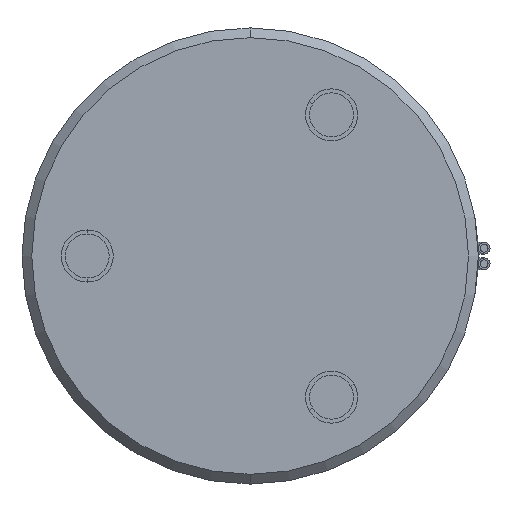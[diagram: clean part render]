
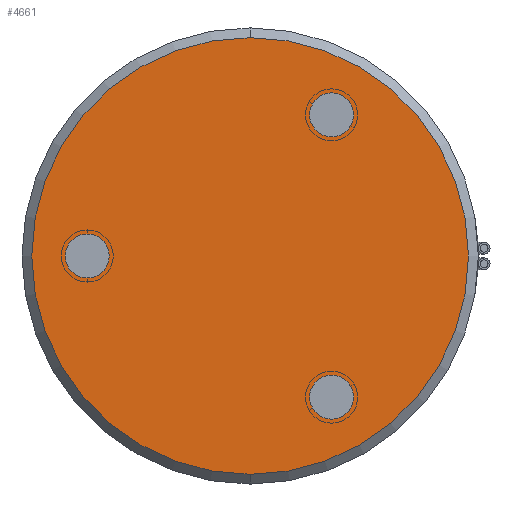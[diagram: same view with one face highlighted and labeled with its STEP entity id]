
A CAD part, left-side view. The second image highlights one B-rep face of the part: STEP entity #4661.
In plain terms, the highlighted planar face has unit normal (-1, 0, 0).
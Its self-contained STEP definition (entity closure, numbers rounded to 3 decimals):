
#847 = AXIS2_PLACEMENT_3D ( 'NONE', #5937, #5938, #5939 ) ;
#849 = CIRCLE ( 'NONE', #850, 3.375 ) ;
#850 = AXIS2_PLACEMENT_3D ( 'NONE', #5940, #5941, #5942 ) ;
#1059 = VERTEX_POINT ( 'NONE', #6408 ) ;
#1067 = VERTEX_POINT ( 'NONE', #6416 ) ;
#1076 = VERTEX_POINT ( 'NONE', #6425 ) ;
#1078 = VERTEX_POINT ( 'NONE', #6427 ) ;
#1204 = CIRCLE ( 'NONE', #1206, 3.375 ) ;
#1206 = AXIS2_PLACEMENT_3D ( 'NONE', #4920, #4921, #4922 ) ;
#1234 = VERTEX_POINT ( 'NONE', #1581 ) ;
#1264 = AXIS2_PLACEMENT_3D ( 'NONE', #5020, #5015, #5026 ) ;
#1371 = AXIS2_PLACEMENT_3D ( 'NONE', #4385, #4386, #4387 ) ;
#1376 = CIRCLE ( 'NONE', #1371, 33.5 ) ;
#1399 = AXIS2_PLACEMENT_3D ( 'NONE', #5931, #5932, #5933 ) ;
#1410 = AXIS2_PLACEMENT_3D ( 'NONE', #5934, #5935, #5936 ) ;
#1413 = CIRCLE ( 'NONE', #1410, 3.375 ) ;
#1414 = CIRCLE ( 'NONE', #847, 33.5 ) ;
#1486 = ORIENTED_EDGE ( 'NONE', *, *, #4779, .T. ) ;
#1487 = ORIENTED_EDGE ( 'NONE', *, *, #4637, .T. ) ;
#1488 = ORIENTED_EDGE ( 'NONE', *, *, #4780, .T. ) ;
#1489 = ORIENTED_EDGE ( 'NONE', *, *, #4012, .T. ) ;
#1490 = ORIENTED_EDGE ( 'NONE', *, *, #4781, .T. ) ;
#1491 = ORIENTED_EDGE ( 'NONE', *, *, #4101, .T. ) ;
#1492 = ORIENTED_EDGE ( 'NONE', *, *, #4782, .T. ) ;
#1493 = ORIENTED_EDGE ( 'NONE', *, *, #4080, .T. ) ;
#1549 = AXIS2_PLACEMENT_3D ( 'NONE', #2848, #2849, #2850 ) ;
#1560 = CIRCLE ( 'NONE', #1549, 3.375 ) ;
#1581 = CARTESIAN_POINT ( 'NONE',  ( 0., 25., 3.375 ) ) ;
#1604 = CARTESIAN_POINT ( 'NONE',  ( 0., 0., 33.5 ) ) ;
#1623 = CARTESIAN_POINT ( 'NONE',  ( 0., -15.423, 19.963 ) ) ;
#1823 = CARTESIAN_POINT ( 'NONE',  ( 0., 0., -33.5 ) ) ;
#2474 = VERTEX_POINT ( 'NONE', #1604 ) ;
#2848 = CARTESIAN_POINT ( 'NONE',  ( 0., -12.5, -21.651 ) ) ;
#2849 = DIRECTION ( 'NONE',  ( 1., 0., 0. ) ) ;
#2850 = DIRECTION ( 'NONE',  ( 0., -0.866, 0.5 ) ) ;
#2948 = VERTEX_POINT ( 'NONE', #1623 ) ;
#2971 = EDGE_LOOP ( 'NONE', ( #1486, #1487 ) ) ;
#3469 = VERTEX_POINT ( 'NONE', #1823 ) ;
#3544 = CIRCLE ( 'NONE', #1399, 3.375 ) ;
#4012 = EDGE_CURVE ( 'NONE', #1078, #1076, #1560, .T. ) ;
#4080 = EDGE_CURVE ( 'NONE', #1234, #1067, #6096, .T. ) ;
#4101 = EDGE_CURVE ( 'NONE', #2474, #3469, #1376, .T. ) ;
#4268 = CARTESIAN_POINT ( 'NONE',  ( 0., 25., 0. ) ) ;
#4269 = DIRECTION ( 'NONE',  ( 1., 0., 0. ) ) ;
#4270 = DIRECTION ( 'NONE',  ( 0., 0., -1. ) ) ;
#4385 = CARTESIAN_POINT ( 'NONE',  ( 0., 0., 0. ) ) ;
#4386 = DIRECTION ( 'NONE',  ( -1., 0., 0. ) ) ;
#4387 = DIRECTION ( 'NONE',  ( 0., 0., -1. ) ) ;
#4637 = EDGE_CURVE ( 'NONE', #2948, #1059, #1204, .T. ) ;
#4661 = ADVANCED_FACE ( 'NONE', ( #5019, #5021, #5023, #5024 ), #5025, .F. ) ;
#4779 = EDGE_CURVE ( 'NONE', #1059, #2948, #3544, .T. ) ;
#4780 = EDGE_CURVE ( 'NONE', #1076, #1078, #1413, .T. ) ;
#4781 = EDGE_CURVE ( 'NONE', #3469, #2474, #1414, .T. ) ;
#4782 = EDGE_CURVE ( 'NONE', #1067, #1234, #849, .T. ) ;
#4880 = EDGE_LOOP ( 'NONE', ( #1492, #1493 ) ) ;
#4881 = EDGE_LOOP ( 'NONE', ( #1488, #1489 ) ) ;
#4883 = EDGE_LOOP ( 'NONE', ( #1490, #1491 ) ) ;
#4920 = CARTESIAN_POINT ( 'NONE',  ( 0., -12.5, 21.651 ) ) ;
#4921 = DIRECTION ( 'NONE',  ( 1., 0., 0. ) ) ;
#4922 = DIRECTION ( 'NONE',  ( 0., 0.866, 0.5 ) ) ;
#5015 = DIRECTION ( 'NONE',  ( 1., 0., 0. ) ) ;
#5019 = FACE_BOUND ( 'NONE', #2971, .T. ) ;
#5020 = CARTESIAN_POINT ( 'NONE',  ( 0., 0., 0. ) ) ;
#5021 = FACE_BOUND ( 'NONE', #4881, .T. ) ;
#5023 = FACE_OUTER_BOUND ( 'NONE', #4883, .T. ) ;
#5024 = FACE_BOUND ( 'NONE', #4880, .T. ) ;
#5025 = PLANE ( 'NONE',  #1264 ) ;
#5026 = DIRECTION ( 'NONE',  ( 0., 0., -1. ) ) ;
#5931 = CARTESIAN_POINT ( 'NONE',  ( 0., -12.5, 21.651 ) ) ;
#5932 = DIRECTION ( 'NONE',  ( 1., 0., 0. ) ) ;
#5933 = DIRECTION ( 'NONE',  ( 0., 0.866, 0.5 ) ) ;
#5934 = CARTESIAN_POINT ( 'NONE',  ( 0., -12.5, -21.651 ) ) ;
#5935 = DIRECTION ( 'NONE',  ( 1., 0., 0. ) ) ;
#5936 = DIRECTION ( 'NONE',  ( 0., -0.866, 0.5 ) ) ;
#5937 = CARTESIAN_POINT ( 'NONE',  ( 0., 0., 0. ) ) ;
#5938 = DIRECTION ( 'NONE',  ( -1., 0., 0. ) ) ;
#5939 = DIRECTION ( 'NONE',  ( 0., 0., -1. ) ) ;
#5940 = CARTESIAN_POINT ( 'NONE',  ( 0., 25., 0. ) ) ;
#5941 = DIRECTION ( 'NONE',  ( 1., 0., 0. ) ) ;
#5942 = DIRECTION ( 'NONE',  ( 0., 0., -1. ) ) ;
#6088 = AXIS2_PLACEMENT_3D ( 'NONE', #4268, #4269, #4270 ) ;
#6096 = CIRCLE ( 'NONE', #6088, 3.375 ) ;
#6408 = CARTESIAN_POINT ( 'NONE',  ( 0., -9.577, 23.338 ) ) ;
#6416 = CARTESIAN_POINT ( 'NONE',  ( 0., 25., -3.375 ) ) ;
#6425 = CARTESIAN_POINT ( 'NONE',  ( 0., -15.423, -19.963 ) ) ;
#6427 = CARTESIAN_POINT ( 'NONE',  ( 0., -9.577, -23.338 ) ) ;
